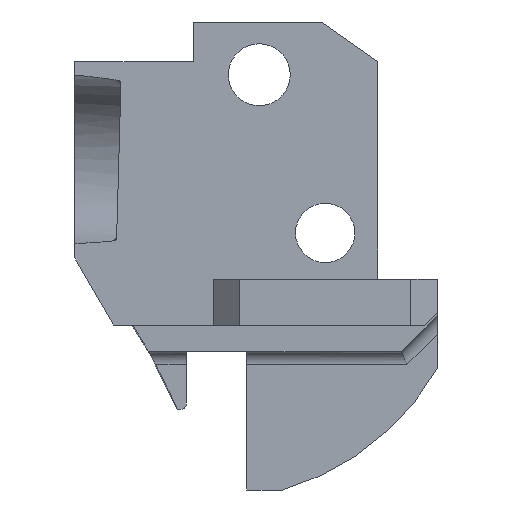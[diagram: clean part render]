
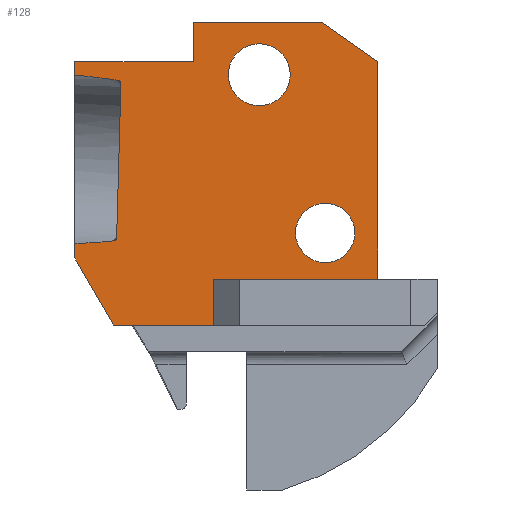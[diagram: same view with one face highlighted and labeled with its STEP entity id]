
A CAD part, left-side view. The second image highlights one B-rep face of the part: STEP entity #128.
In plain terms, the highlighted planar face has unit normal (-1, 0, 0).
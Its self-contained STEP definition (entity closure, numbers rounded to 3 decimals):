
#37=ELLIPSE('',#1161,19.011,6.5);
#38=ELLIPSE('',#1162,19.011,6.5);
#45=B_SPLINE_CURVE_WITH_KNOTS('',3,(#1714,#1715,#1716,#1717,#1718,#1719,
#1720,#1721,#1722,#1723,#1724,#1725,#1726,#1727,#1728,#1729),
 .UNSPECIFIED.,.F.,.F.,(4,3,3,3,3,4),(0.,0.227,0.453,
0.697,0.944,1.),.UNSPECIFIED.);
#46=B_SPLINE_CURVE_WITH_KNOTS('',3,(#1733,#1734,#1735,#1736,#1737,#1738,
#1739,#1740,#1741,#1742,#1743,#1744,#1745,#1746,#1747,#1748),
 .UNSPECIFIED.,.F.,.F.,(4,3,3,3,3,4),(0.,0.225,0.448,
0.69,0.938,1.),.UNSPECIFIED.);
#128=ADVANCED_FACE('',(#245,#246,#247),#178,.F.);
#178=PLANE('',#1167);
#221=CIRCLE('',#1163,2.35);
#222=CIRCLE('',#1164,2.35);
#223=CIRCLE('',#1165,2.25);
#224=CIRCLE('',#1166,2.25);
#245=FACE_BOUND('',#268,.T.);
#246=FACE_BOUND('',#269,.T.);
#247=FACE_BOUND('',#270,.T.);
#268=EDGE_LOOP('',(#405,#406,#407,#408,#409,#410,#411,#412,#413,#414,#415,
#416,#417,#418,#419,#420,#421));
#269=EDGE_LOOP('',(#422,#423));
#270=EDGE_LOOP('',(#424,#425));
#405=ORIENTED_EDGE('',*,*,#793,.F.);
#406=ORIENTED_EDGE('',*,*,#794,.T.);
#407=ORIENTED_EDGE('',*,*,#795,.F.);
#408=ORIENTED_EDGE('',*,*,#724,.T.);
#409=ORIENTED_EDGE('',*,*,#792,.F.);
#410=ORIENTED_EDGE('',*,*,#790,.F.);
#411=ORIENTED_EDGE('',*,*,#788,.F.);
#412=ORIENTED_EDGE('',*,*,#786,.F.);
#413=ORIENTED_EDGE('',*,*,#784,.F.);
#414=ORIENTED_EDGE('',*,*,#782,.F.);
#415=ORIENTED_EDGE('',*,*,#796,.F.);
#416=ORIENTED_EDGE('',*,*,#797,.F.);
#417=ORIENTED_EDGE('',*,*,#798,.F.);
#418=ORIENTED_EDGE('',*,*,#799,.F.);
#419=ORIENTED_EDGE('',*,*,#800,.F.);
#420=ORIENTED_EDGE('',*,*,#780,.F.);
#421=ORIENTED_EDGE('',*,*,#801,.F.);
#422=ORIENTED_EDGE('',*,*,#802,.F.);
#423=ORIENTED_EDGE('',*,*,#803,.F.);
#424=ORIENTED_EDGE('',*,*,#804,.F.);
#425=ORIENTED_EDGE('',*,*,#805,.F.);
#620=VERTEX_POINT('',#1541);
#622=VERTEX_POINT('',#1544);
#670=VERTEX_POINT('',#1679);
#671=VERTEX_POINT('',#1681);
#672=VERTEX_POINT('',#1683);
#673=VERTEX_POINT('',#1685);
#674=VERTEX_POINT('',#1689);
#675=VERTEX_POINT('',#1693);
#676=VERTEX_POINT('',#1697);
#677=VERTEX_POINT('',#1701);
#678=VERTEX_POINT('',#1707);
#679=VERTEX_POINT('',#1708);
#680=VERTEX_POINT('',#1710);
#681=VERTEX_POINT('',#1713);
#682=VERTEX_POINT('',#1730);
#683=VERTEX_POINT('',#1732);
#684=VERTEX_POINT('',#1749);
#685=VERTEX_POINT('',#1753);
#686=VERTEX_POINT('',#1754);
#687=VERTEX_POINT('',#1757);
#688=VERTEX_POINT('',#1758);
#724=EDGE_CURVE('',#622,#620,#878,.T.);
#780=EDGE_CURVE('',#670,#671,#910,.T.);
#782=EDGE_CURVE('',#672,#673,#911,.T.);
#784=EDGE_CURVE('',#673,#674,#913,.T.);
#786=EDGE_CURVE('',#674,#675,#915,.T.);
#788=EDGE_CURVE('',#675,#676,#917,.T.);
#790=EDGE_CURVE('',#676,#677,#919,.T.);
#792=EDGE_CURVE('',#677,#620,#921,.T.);
#793=EDGE_CURVE('',#678,#679,#922,.T.);
#794=EDGE_CURVE('',#678,#680,#923,.T.);
#795=EDGE_CURVE('',#622,#680,#924,.T.);
#796=EDGE_CURVE('',#681,#672,#37,.T.);
#797=EDGE_CURVE('',#682,#681,#45,.T.);
#798=EDGE_CURVE('',#683,#682,#925,.T.);
#799=EDGE_CURVE('',#684,#683,#46,.T.);
#800=EDGE_CURVE('',#671,#684,#38,.T.);
#801=EDGE_CURVE('',#679,#670,#926,.T.);
#802=EDGE_CURVE('',#685,#686,#221,.T.);
#803=EDGE_CURVE('',#686,#685,#222,.T.);
#804=EDGE_CURVE('',#687,#688,#223,.T.);
#805=EDGE_CURVE('',#688,#687,#224,.T.);
#878=LINE('',#1543,#983);
#910=LINE('',#1680,#1015);
#911=LINE('',#1684,#1016);
#913=LINE('',#1688,#1018);
#915=LINE('',#1692,#1020);
#917=LINE('',#1696,#1022);
#919=LINE('',#1700,#1024);
#921=LINE('',#1704,#1026);
#922=LINE('',#1706,#1027);
#923=LINE('',#1709,#1028);
#924=LINE('',#1711,#1029);
#925=LINE('',#1731,#1030);
#926=LINE('',#1751,#1031);
#983=VECTOR('',#1234,1.);
#1015=VECTOR('',#1322,1.);
#1016=VECTOR('',#1325,1.);
#1018=VECTOR('',#1329,1.);
#1020=VECTOR('',#1333,1.);
#1022=VECTOR('',#1337,1.);
#1024=VECTOR('',#1341,1.);
#1026=VECTOR('',#1345,1.);
#1027=VECTOR('',#1348,1.);
#1028=VECTOR('',#1349,1.);
#1029=VECTOR('',#1350,1.);
#1030=VECTOR('',#1353,1.);
#1031=VECTOR('',#1356,1.);
#1161=AXIS2_PLACEMENT_3D('',#1712,#1351,#1352);
#1162=AXIS2_PLACEMENT_3D('',#1750,#1354,#1355);
#1163=AXIS2_PLACEMENT_3D('',#1752,#1357,#1358);
#1164=AXIS2_PLACEMENT_3D('',#1755,#1359,#1360);
#1165=AXIS2_PLACEMENT_3D('',#1756,#1361,#1362);
#1166=AXIS2_PLACEMENT_3D('',#1759,#1363,#1364);
#1167=AXIS2_PLACEMENT_3D('',#1760,#1365,#1366);
#1234=DIRECTION('',(0.,-1.,0.));
#1322=DIRECTION('',(0.,0.,1.));
#1325=DIRECTION('',(0.,0.,1.));
#1329=DIRECTION('',(0.,-1.,0.));
#1333=DIRECTION('',(0.,0.,1.));
#1337=DIRECTION('',(0.,-1.,0.));
#1341=DIRECTION('',(0.,-0.819,-0.574));
#1345=DIRECTION('',(0.,0.,-1.));
#1348=DIRECTION('',(0.,0.602,0.798));
#1349=DIRECTION('',(0.,-1.,0.));
#1350=DIRECTION('',(0.,0.,-1.));
#1351=DIRECTION('',(-1.,0.,0.));
#1352=DIRECTION('',(0.,-1.,-0.028));
#1353=DIRECTION('',(0.,-0.028,1.));
#1354=DIRECTION('',(-1.,0.,0.));
#1355=DIRECTION('',(0.,-1.,-0.028));
#1356=DIRECTION('',(0.,0.5,0.866));
#1357=DIRECTION('',(-1.,0.,0.));
#1358=DIRECTION('',(0.,0.,-1.));
#1359=DIRECTION('',(-1.,0.,0.));
#1360=DIRECTION('',(0.,0.,1.));
#1361=DIRECTION('',(-1.,0.,0.));
#1362=DIRECTION('',(0.,0.,-1.));
#1363=DIRECTION('',(-1.,0.,0.));
#1364=DIRECTION('',(0.,0.,1.));
#1365=DIRECTION('',(1.,0.,0.));
#1366=DIRECTION('',(0.,0.,-1.));
#1541=CARTESIAN_POINT('',(0.,0.,0.));
#1543=CARTESIAN_POINT('',(0.,12.5,0.));
#1544=CARTESIAN_POINT('',(0.,12.5,0.));
#1679=CARTESIAN_POINT('',(0.,23.,1.6));
#1680=CARTESIAN_POINT('',(0.,23.,1.6));
#1681=CARTESIAN_POINT('',(0.,23.,2.692));
#1683=CARTESIAN_POINT('',(0.,23.,15.472));
#1684=CARTESIAN_POINT('',(0.,23.,15.472));
#1685=CARTESIAN_POINT('',(0.,23.,16.5));
#1688=CARTESIAN_POINT('',(0.,23.,16.5));
#1689=CARTESIAN_POINT('',(0.,14.,16.5));
#1692=CARTESIAN_POINT('',(0.,14.,16.5));
#1693=CARTESIAN_POINT('',(0.,14.,19.5));
#1696=CARTESIAN_POINT('',(0.,14.,19.5));
#1697=CARTESIAN_POINT('',(0.,4.284,19.5));
#1700=CARTESIAN_POINT('',(0.,4.284,19.5));
#1701=CARTESIAN_POINT('',(0.,0.,16.5));
#1704=CARTESIAN_POINT('',(0.,0.,16.5));
#1706=CARTESIAN_POINT('',(0.,20.038,-3.5));
#1707=CARTESIAN_POINT('',(0.,20.038,-3.5));
#1708=CARTESIAN_POINT('',(0.,20.113,-3.4));
#1709=CARTESIAN_POINT('',(0.,20.038,-3.5));
#1710=CARTESIAN_POINT('',(0.,12.5,-3.5));
#1711=CARTESIAN_POINT('',(0.,12.5,0.));
#1712=CARTESIAN_POINT('',(0.,26.517,9.169));
#1713=CARTESIAN_POINT('',(0.,19.702,15.071));
#1714=CARTESIAN_POINT('',(0.,19.496,14.822));
#1715=CARTESIAN_POINT('',(0.,19.495,14.849));
#1716=CARTESIAN_POINT('',(0.,19.499,14.876));
#1717=CARTESIAN_POINT('',(0.,19.507,14.901));
#1718=CARTESIAN_POINT('',(0.,19.515,14.926));
#1719=CARTESIAN_POINT('',(0.,19.528,14.95));
#1720=CARTESIAN_POINT('',(0.,19.543,14.971));
#1721=CARTESIAN_POINT('',(0.,19.56,14.994));
#1722=CARTESIAN_POINT('',(0.,19.581,15.015));
#1723=CARTESIAN_POINT('',(0.,19.604,15.031));
#1724=CARTESIAN_POINT('',(0.,19.627,15.047));
#1725=CARTESIAN_POINT('',(0.,19.654,15.06));
#1726=CARTESIAN_POINT('',(0.,19.682,15.067));
#1727=CARTESIAN_POINT('',(0.,19.689,15.068));
#1728=CARTESIAN_POINT('',(0.,19.695,15.07));
#1729=CARTESIAN_POINT('',(0.,19.702,15.071));
#1730=CARTESIAN_POINT('',(0.,19.496,14.822));
#1731=CARTESIAN_POINT('',(0.,19.821,3.133));
#1732=CARTESIAN_POINT('',(0.,19.821,3.133));
#1733=CARTESIAN_POINT('',(0.,20.041,2.896));
#1734=CARTESIAN_POINT('',(0.,20.015,2.899));
#1735=CARTESIAN_POINT('',(0.,19.989,2.906));
#1736=CARTESIAN_POINT('',(0.,19.965,2.918));
#1737=CARTESIAN_POINT('',(0.,19.942,2.929));
#1738=CARTESIAN_POINT('',(0.,19.92,2.944));
#1739=CARTESIAN_POINT('',(0.,19.901,2.962));
#1740=CARTESIAN_POINT('',(0.,19.88,2.981));
#1741=CARTESIAN_POINT('',(0.,19.863,3.004));
#1742=CARTESIAN_POINT('',(0.,19.849,3.029));
#1743=CARTESIAN_POINT('',(0.,19.836,3.054));
#1744=CARTESIAN_POINT('',(0.,19.827,3.083));
#1745=CARTESIAN_POINT('',(0.,19.823,3.111));
#1746=CARTESIAN_POINT('',(0.,19.822,3.118));
#1747=CARTESIAN_POINT('',(0.,19.822,3.126));
#1748=CARTESIAN_POINT('',(0.,19.821,3.133));
#1749=CARTESIAN_POINT('',(0.,20.041,2.896));
#1750=CARTESIAN_POINT('',(0.,26.517,9.169));
#1751=CARTESIAN_POINT('',(0.,20.113,-3.4));
#1752=CARTESIAN_POINT('',(0.,9.,15.5));
#1753=CARTESIAN_POINT('',(0.,9.,13.15));
#1754=CARTESIAN_POINT('',(0.,9.,17.85));
#1755=CARTESIAN_POINT('',(0.,9.,15.5));
#1756=CARTESIAN_POINT('',(0.,4.,3.5));
#1757=CARTESIAN_POINT('',(0.,4.,1.25));
#1758=CARTESIAN_POINT('',(0.,4.,5.75));
#1759=CARTESIAN_POINT('',(0.,4.,3.5));
#1760=CARTESIAN_POINT('',(0.,11.5,8.));
